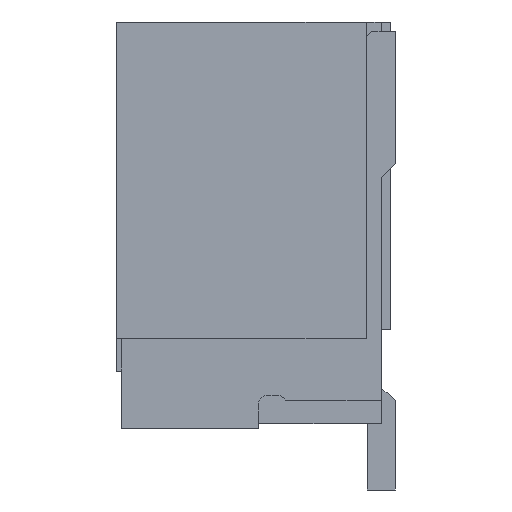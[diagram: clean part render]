
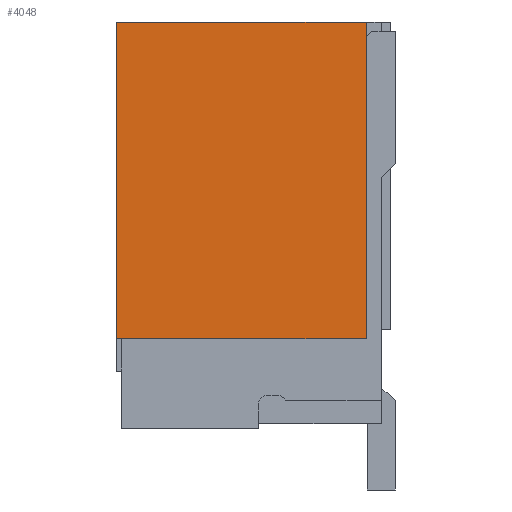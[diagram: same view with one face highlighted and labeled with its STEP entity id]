
A CAD part, left-side view. The second image highlights one B-rep face of the part: STEP entity #4048.
In plain terms, the highlighted planar face has unit normal (-1, 0, 0).
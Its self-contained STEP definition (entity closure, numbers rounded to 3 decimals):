
#96=DIRECTION('',(0.,0.,-1.));
#97=VECTOR('',#96,3.35);
#98=CARTESIAN_POINT('',(-4.65,1.45,0.));
#99=LINE('',#98,#97);
#426=DIRECTION('',(0.,0.,-1.));
#427=VECTOR('',#426,3.35);
#428=CARTESIAN_POINT('',(-4.65,-1.19,0.));
#429=LINE('',#428,#427);
#430=DIRECTION('',(0.,-1.,0.));
#431=VECTOR('',#430,2.64);
#432=CARTESIAN_POINT('',(-4.65,1.45,0.));
#433=LINE('',#432,#431);
#438=DIRECTION('',(0.,-1.,0.));
#439=VECTOR('',#438,2.64);
#440=CARTESIAN_POINT('',(-4.65,1.45,-3.35));
#441=LINE('',#440,#439);
#2704=CARTESIAN_POINT('',(-4.65,1.45,0.));
#2705=CARTESIAN_POINT('',(-4.65,1.45,-3.35));
#2706=VERTEX_POINT('',#2704);
#2707=VERTEX_POINT('',#2705);
#2716=CARTESIAN_POINT('',(-4.65,-1.19,0.));
#2717=CARTESIAN_POINT('',(-4.65,-1.19,-3.35));
#2718=VERTEX_POINT('',#2716);
#2719=VERTEX_POINT('',#2717);
#4035=CARTESIAN_POINT('',(-4.65,1.45,0.));
#4036=DIRECTION('',(-1.,0.,0.));
#4037=DIRECTION('',(0.,0.,-1.));
#4038=AXIS2_PLACEMENT_3D('',#4035,#4036,#4037);
#4039=PLANE('',#4038);
#4040=ORIENTED_EDGE('',*,*,#4025,.T.);
#4042=ORIENTED_EDGE('',*,*,#4041,.F.);
#4043=ORIENTED_EDGE('',*,*,#3595,.F.);
#4045=ORIENTED_EDGE('',*,*,#4044,.T.);
#4046=EDGE_LOOP('',(#4040,#4042,#4043,#4045));
#4047=FACE_OUTER_BOUND('',#4046,.F.);
#4048=ADVANCED_FACE('',(#4047),#4039,.T.);
#3595=EDGE_CURVE('',#2706,#2707,#99,.T.);
#4025=EDGE_CURVE('',#2718,#2719,#429,.T.);
#4041=EDGE_CURVE('',#2707,#2719,#441,.T.);
#4044=EDGE_CURVE('',#2706,#2718,#433,.T.);
